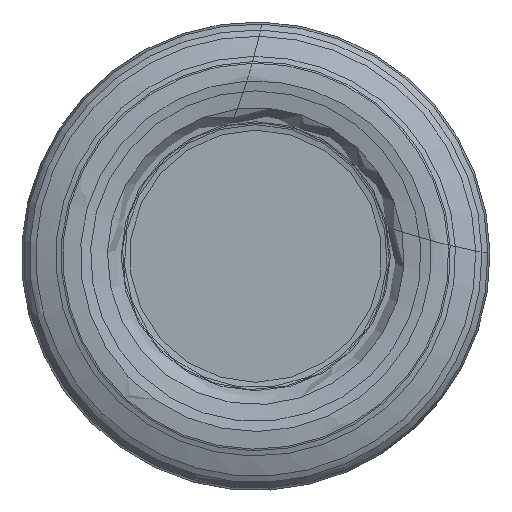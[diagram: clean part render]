
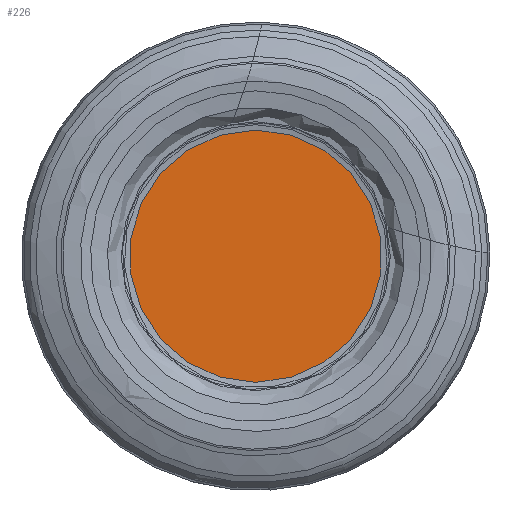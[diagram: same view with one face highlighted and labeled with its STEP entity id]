
A CAD part, left-side view. The second image highlights one B-rep face of the part: STEP entity #226.
In plain terms, the highlighted planar face has unit normal (-1, 0, 0).
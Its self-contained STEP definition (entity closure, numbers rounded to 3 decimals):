
#32=PLANE('',#970);
#226=ADVANCED_FACE('',(#320),#32,.F.);
#320=FACE_OUTER_BOUND('',#396,.T.);
#396=EDGE_LOOP('',(#612));
#612=ORIENTED_EDGE('',*,*,#789,.T.);
#681=VERTEX_POINT('',#2122);
#789=EDGE_CURVE('',#681,#681,#873,.T.);
#873=CIRCLE('',#968,7.);
#968=AXIS2_PLACEMENT_3D('',#2121,#1188,#1189);
#970=AXIS2_PLACEMENT_3D('',#2124,#1192,#1193);
#1188=DIRECTION('',(-1.,0.,0.));
#1189=DIRECTION('',(0.,0.,1.));
#1192=DIRECTION('',(1.,0.,0.));
#1193=DIRECTION('',(0.,0.,-1.));
#2121=CARTESIAN_POINT('',(1.,0.,0.));
#2122=CARTESIAN_POINT('',(1.,0.,7.));
#2124=CARTESIAN_POINT('',(1.,0.,0.));
